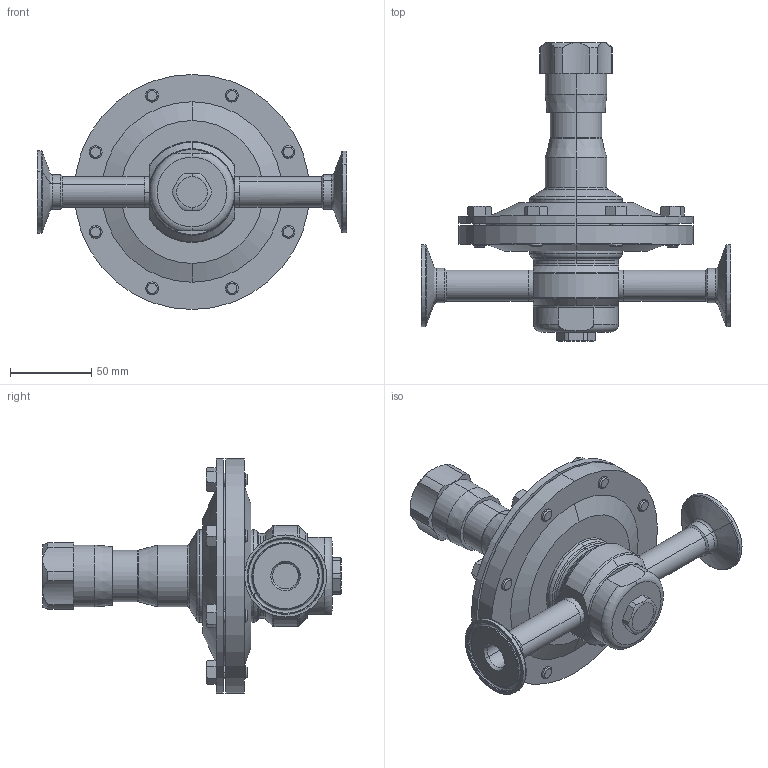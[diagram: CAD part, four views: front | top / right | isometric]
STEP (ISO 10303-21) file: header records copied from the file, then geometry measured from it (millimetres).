
FILE_DESCRIPTION (( 'STEP AP203' ), '1' );
FILE_NAME ('JSRLP-050-SA.STEP', '2017-06-28T17:33:14', ( '' ), ( '' ), 'SwSTEP 2.0', 'SolidWorks 2014', '' );
FILE_SCHEMA (( 'CONFIG_CONTROL_DESIGN' ));
Length unit declared in the file: inch
Products named in the file (2): JSRLP-050-SA
Bounding box: 190.58 x 183.95 x 144.78 mm (x, y, z)
Volume: 623263.7 mm3; surface area: 122298.7 mm2
Topology: 1 solids, 1 shells, 415 faces, 925 edges, 554 vertices
Faces by surface type: cone 157, plane 114, cylinder 96, torus 48
Entity records: 12352 total; most frequent: CARTESIAN_POINT 2924, DIRECTION 2061, ORIENTED_EDGE 1850, EDGE_CURVE 925, AXIS2_PLACEMENT_3D 877, VERTEX_POINT 554, EDGE_LOOP 471, CIRCLE 460
